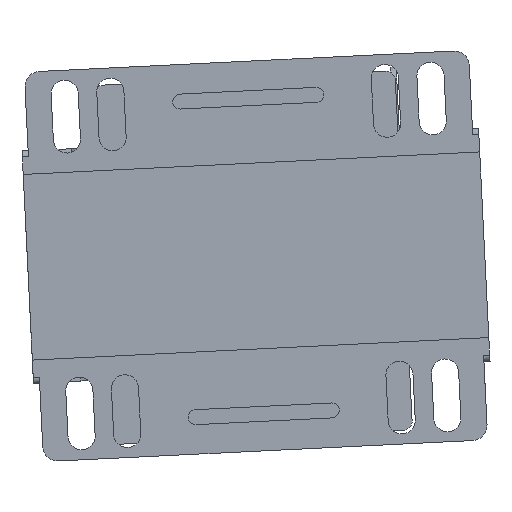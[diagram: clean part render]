
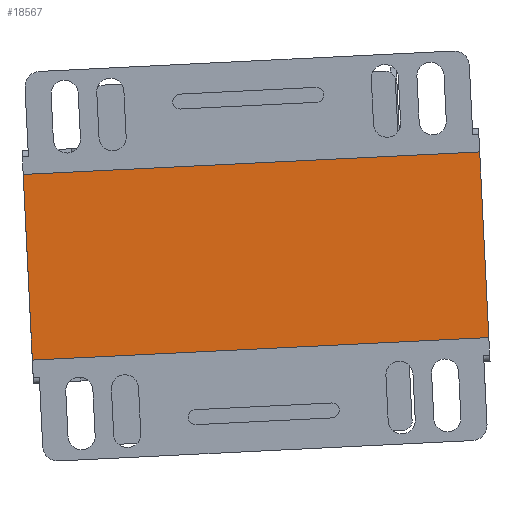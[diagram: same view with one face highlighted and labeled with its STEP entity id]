
A CAD part, front view. The second image highlights one B-rep face of the part: STEP entity #18567.
In plain terms, the highlighted planar face has unit normal (0, -1, 0).
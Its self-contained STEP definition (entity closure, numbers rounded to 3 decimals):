
#118 = LINE ( 'NONE', #25029, #4285 ) ;
#157 = CARTESIAN_POINT ( 'NONE',  ( -9.761, 0., 0. ) ) ;
#3093 = DIRECTION ( 'NONE',  ( 0., 0., -1. ) ) ;
#4285 = VECTOR ( 'NONE', #4575, 1000. ) ;
#4539 = PLANE ( 'NONE',  #4944 ) ;
#4575 = DIRECTION ( 'NONE',  ( 1., 0., 0. ) ) ;
#4944 = AXIS2_PLACEMENT_3D ( 'NONE', #39081, #35993, #7984 ) ;
#5694 = VECTOR ( 'NONE', #3093, 1000. ) ;
#5889 = ORIENTED_EDGE ( 'NONE', *, *, #9825, .F. ) ;
#6485 = VECTOR ( 'NONE', #20521, 1000. ) ;
#7984 = DIRECTION ( 'NONE',  ( 0., 0., 1. ) ) ;
#8293 = EDGE_CURVE ( 'NONE', #19872, #22182, #118, .T. ) ;
#9825 = EDGE_CURVE ( 'NONE', #35042, #22182, #19250, .T. ) ;
#9856 = ORIENTED_EDGE ( 'NONE', *, *, #8293, .T. ) ;
#10257 = EDGE_CURVE ( 'NONE', #38007, #19872, #37223, .T. ) ;
#12538 = CARTESIAN_POINT ( 'NONE',  ( -9.761, 0., 61. ) ) ;
#15396 = DIRECTION ( 'NONE',  ( 0., 0., -1. ) ) ;
#16141 = EDGE_LOOP ( 'NONE', ( #9856, #5889, #25141, #34409 ) ) ;
#18567 = ADVANCED_FACE ( 'NONE', ( #32532 ), #4539, .F. ) ;
#19250 = LINE ( 'NONE', #12538, #31113 ) ;
#19872 = VERTEX_POINT ( 'NONE', #22144 ) ;
#20521 = DIRECTION ( 'NONE',  ( 1., 0., 0. ) ) ;
#22144 = CARTESIAN_POINT ( 'NONE',  ( -159.761, 0., 0. ) ) ;
#22182 = VERTEX_POINT ( 'NONE', #157 ) ;
#25029 = CARTESIAN_POINT ( 'NONE',  ( -159.761, 0., 0. ) ) ;
#25141 = ORIENTED_EDGE ( 'NONE', *, *, #38060, .F. ) ;
#28218 = CARTESIAN_POINT ( 'NONE',  ( -159.761, 0., 61. ) ) ;
#29728 = LINE ( 'NONE', #35871, #6485 ) ;
#31113 = VECTOR ( 'NONE', #15396, 1000. ) ;
#32532 = FACE_OUTER_BOUND ( 'NONE', #16141, .T. ) ;
#34409 = ORIENTED_EDGE ( 'NONE', *, *, #10257, .T. ) ;
#34465 = CARTESIAN_POINT ( 'NONE',  ( -159.761, 0., 61. ) ) ;
#35042 = VERTEX_POINT ( 'NONE', #35267 ) ;
#35267 = CARTESIAN_POINT ( 'NONE',  ( -9.761, 0., 61. ) ) ;
#35871 = CARTESIAN_POINT ( 'NONE',  ( -159.761, 0., 61. ) ) ;
#35993 = DIRECTION ( 'NONE',  ( 0., 1., 0. ) ) ;
#37223 = LINE ( 'NONE', #28218, #5694 ) ;
#38007 = VERTEX_POINT ( 'NONE', #34465 ) ;
#38060 = EDGE_CURVE ( 'NONE', #38007, #35042, #29728, .T. ) ;
#39081 = CARTESIAN_POINT ( 'NONE',  ( -159.761, 0., 61. ) ) ;
